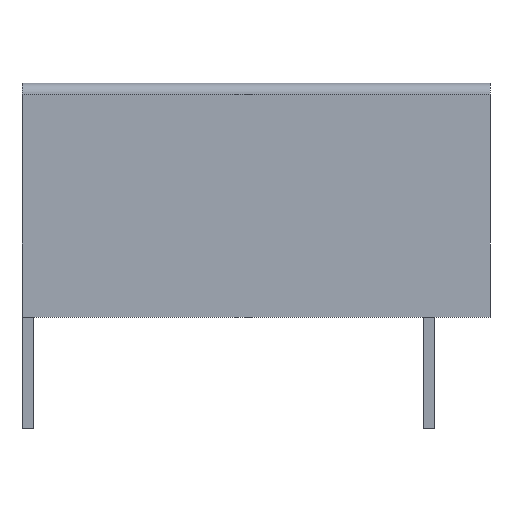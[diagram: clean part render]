
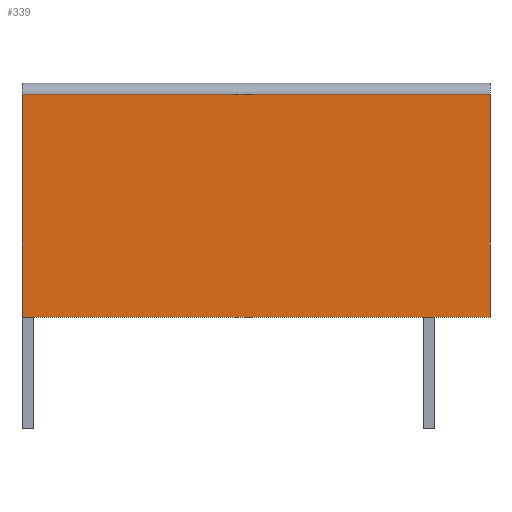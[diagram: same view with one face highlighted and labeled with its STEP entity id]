
A CAD part, left-side view. The second image highlights one B-rep face of the part: STEP entity #339.
In plain terms, the highlighted planar face has unit normal (-1, 0, 0).
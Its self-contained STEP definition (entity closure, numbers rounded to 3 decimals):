
#30=PLANE('',#377);
#48=FACE_OUTER_BOUND('',#67,.T.);
#67=EDGE_LOOP('',(#294,#295,#296,#297));
#73=LINE('',#478,#112);
#77=LINE('',#487,#116);
#107=LINE('',#557,#146);
#108=LINE('',#558,#147);
#112=VECTOR('',#389,10.);
#116=VECTOR('',#397,10.);
#146=VECTOR('',#461,10.);
#147=VECTOR('',#462,10.);
#156=VERTEX_POINT('',#471);
#159=VERTEX_POINT('',#476);
#162=VERTEX_POINT('',#486);
#185=VERTEX_POINT('',#556);
#189=EDGE_CURVE('',#159,#156,#73,.T.);
#193=EDGE_CURVE('',#156,#162,#77,.T.);
#227=EDGE_CURVE('',#185,#159,#107,.T.);
#228=EDGE_CURVE('',#162,#185,#108,.T.);
#294=ORIENTED_EDGE('',*,*,#189,.F.);
#295=ORIENTED_EDGE('',*,*,#227,.F.);
#296=ORIENTED_EDGE('',*,*,#228,.F.);
#297=ORIENTED_EDGE('',*,*,#193,.F.);
#339=ADVANCED_FACE('',(#48),#30,.T.);
#377=AXIS2_PLACEMENT_3D('',#555,#459,#460);
#389=DIRECTION('',(0.,-1.,0.));
#397=DIRECTION('',(0.,0.,-1.));
#459=DIRECTION('center_axis',(-1.,0.,0.));
#460=DIRECTION('ref_axis',(0.,0.,1.));
#461=DIRECTION('',(0.,0.,1.));
#462=DIRECTION('',(0.,1.,0.));
#471=CARTESIAN_POINT('',(-3.75,-2.75,10.));
#476=CARTESIAN_POINT('',(-3.75,18.25,10.));
#478=CARTESIAN_POINT('',(-3.75,0.,10.));
#486=CARTESIAN_POINT('',(-3.75,-2.75,0.));
#487=CARTESIAN_POINT('',(-3.75,-2.75,10.5));
#555=CARTESIAN_POINT('Origin',(-3.75,0.,0.));
#556=CARTESIAN_POINT('',(-3.75,18.25,0.));
#557=CARTESIAN_POINT('',(-3.75,18.25,10.5));
#558=CARTESIAN_POINT('',(-3.75,0.,0.));
